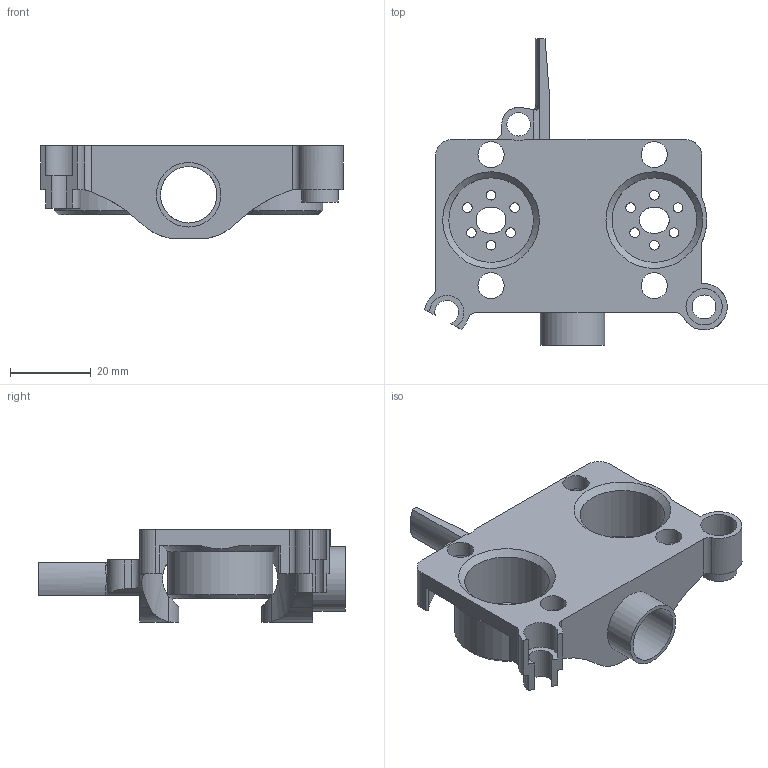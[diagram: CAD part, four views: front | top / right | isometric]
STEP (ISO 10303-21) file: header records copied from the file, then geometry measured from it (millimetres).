
FILE_DESCRIPTION(/* description */ (''),/* implementation_level */ '2;1');
FILE_NAME(/* name */ 'RayvenMetal .step',/* time_stamp */ '2022-04-01T14:43:48-07:00',/* author */ (''),/* organization */ (''),/* preprocessor_version */ 'ST-DEVELOPER v18.1',/* originating_system */ 'Autodesk Translation Framework v10.13.0.1454',/* authorisation */ '');
FILE_SCHEMA (('AUTOMOTIVE_DESIGN { 1 0 10303 214 3 1 1 }'));
Length unit declared in the file: millimetre
Products named in the file (1): RayvenMetal
Bounding box: 75.05 x 76 x 23 mm (x, y, z)
Volume: 21344.6 mm3; surface area: 16753.6 mm2
Topology: 1 solids, 1 shells, 137 faces, 406 edges, 265 vertices
Faces by surface type: cylinder 68, plane 42, cone 23, bspline 4
Full cylindrical faces by diameter (mm): 2.4 x12, 5.85 x1, 5.9 x1, 6.5 x4, 9 x2, 14 x1, 16 x1, 21 x2, 26 x2
Entity records: 5190 total; most frequent: CARTESIAN_POINT 1408, ORIENTED_EDGE 812, DIRECTION 773, EDGE_CURVE 406, AXIS2_PLACEMENT_3D 307, VERTEX_POINT 265, EDGE_LOOP 175, CIRCLE 172
